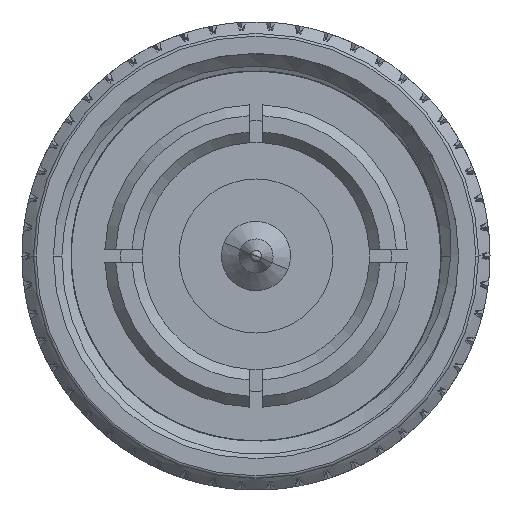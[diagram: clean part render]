
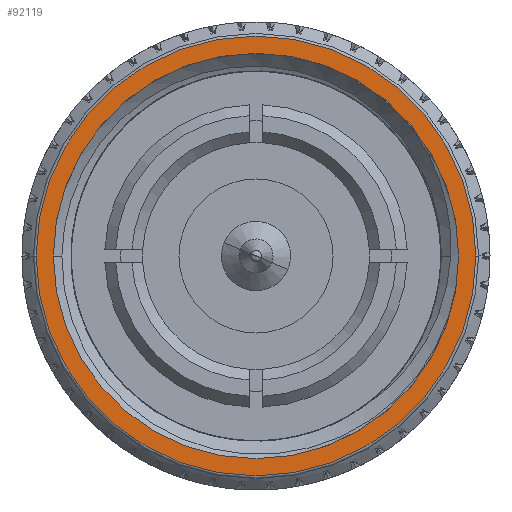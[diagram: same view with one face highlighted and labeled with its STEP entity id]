
A CAD part, left-side view. The second image highlights one B-rep face of the part: STEP entity #92119.
In plain terms, the highlighted planar face has unit normal (-1, 0, 0).
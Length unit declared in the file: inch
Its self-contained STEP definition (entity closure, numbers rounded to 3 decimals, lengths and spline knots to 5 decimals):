
#5804 = EDGE_CURVE ( 'NONE', #72526, #54821, #17303, .T. ) ;
#7269 = CARTESIAN_POINT ( 'NONE',  ( 0., 0.41186, 0. ) ) ;
#11112 = CARTESIAN_POINT ( 'NONE',  ( 0., 0., 0. ) ) ;
#14276 = ORIENTED_EDGE ( 'NONE', *, *, #16138, .F. ) ;
#15130 = DIRECTION ( 'NONE',  ( 0., 1., 0. ) ) ;
#16138 = EDGE_CURVE ( 'NONE', #89687, #78031, #66437, .T. ) ;
#17303 = CIRCLE ( 'NONE', #71389, 0.40686 ) ;
#22339 = ORIENTED_EDGE ( 'NONE', *, *, #82337, .F. ) ;
#24079 = DIRECTION ( 'NONE',  ( 0., 1., 0. ) ) ;
#24524 = DIRECTION ( 'NONE',  ( -1., 0., 0. ) ) ;
#29389 = CARTESIAN_POINT ( 'NONE',  ( 0., 0., 0. ) ) ;
#35081 = AXIS2_PLACEMENT_3D ( 'NONE', #29389, #36670, #15130 ) ;
#35730 = DIRECTION ( 'NONE',  ( 1., 0., 0. ) ) ;
#35881 = EDGE_CURVE ( 'NONE', #54821, #72526, #78033, .T. ) ;
#36670 = DIRECTION ( 'NONE',  ( -1., 0., 0. ) ) ;
#37906 = AXIS2_PLACEMENT_3D ( 'NONE', #75231, #24524, #47049 ) ;
#39740 = DIRECTION ( 'NONE',  ( 0., -1., 0. ) ) ;
#40055 = CARTESIAN_POINT ( 'NONE',  ( 0., 0., 0. ) ) ;
#43146 = FACE_BOUND ( 'NONE', #85021, .T. ) ;
#45737 = CARTESIAN_POINT ( 'NONE',  ( 0., 0.375, 0. ) ) ;
#47049 = DIRECTION ( 'NONE',  ( 0., -1., 0. ) ) ;
#54451 = FACE_OUTER_BOUND ( 'NONE', #64908, .T. ) ;
#54821 = VERTEX_POINT ( 'NONE', #64778 ) ;
#60588 = CARTESIAN_POINT ( 'NONE',  ( 0., 0.40686, 0. ) ) ;
#61800 = DIRECTION ( 'NONE',  ( -1., 0., 0. ) ) ;
#61885 = DIRECTION ( 'NONE',  ( -1., 0., 0. ) ) ;
#63317 = ORIENTED_EDGE ( 'NONE', *, *, #5804, .T. ) ;
#64766 = CARTESIAN_POINT ( 'NONE',  ( 0., -0.375, 0. ) ) ;
#64778 = CARTESIAN_POINT ( 'NONE',  ( 0., -0.40686, 0. ) ) ;
#64871 = DIRECTION ( 'NONE',  ( 0., 1., 0. ) ) ;
#64908 = EDGE_LOOP ( 'NONE', ( #63317, #65359 ) ) ;
#65359 = ORIENTED_EDGE ( 'NONE', *, *, #35881, .T. ) ;
#66437 = CIRCLE ( 'NONE', #86297, 0.375 ) ;
#71083 = CIRCLE ( 'NONE', #37906, 0.375 ) ;
#71389 = AXIS2_PLACEMENT_3D ( 'NONE', #11112, #61800, #24079 ) ;
#72526 = VERTEX_POINT ( 'NONE', #60588 ) ;
#75231 = CARTESIAN_POINT ( 'NONE',  ( 0., 0., 0. ) ) ;
#77552 = AXIS2_PLACEMENT_3D ( 'NONE', #7269, #35730, #64871 ) ;
#78031 = VERTEX_POINT ( 'NONE', #64766 ) ;
#78033 = CIRCLE ( 'NONE', #35081, 0.40686 ) ;
#82337 = EDGE_CURVE ( 'NONE', #78031, #89687, #71083, .T. ) ;
#85021 = EDGE_LOOP ( 'NONE', ( #22339, #14276 ) ) ;
#86297 = AXIS2_PLACEMENT_3D ( 'NONE', #40055, #61885, #39740 ) ;
#87380 = PLANE ( 'NONE',  #77552 ) ;
#89687 = VERTEX_POINT ( 'NONE', #45737 ) ;
#92119 = ADVANCED_FACE ( 'NONE', ( #43146, #54451 ), #87380, .F. ) ;
